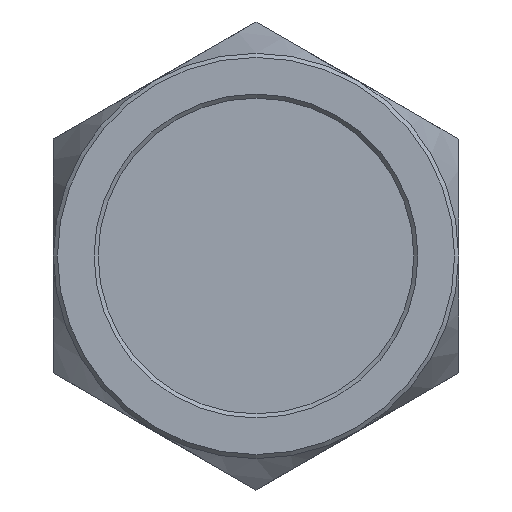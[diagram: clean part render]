
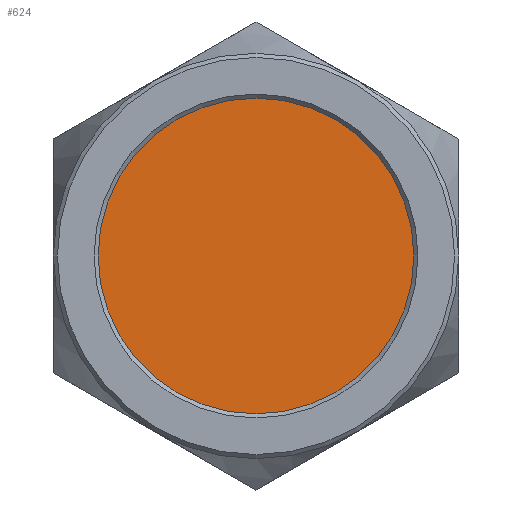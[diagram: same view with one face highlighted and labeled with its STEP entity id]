
A CAD part, left-side view. The second image highlights one B-rep face of the part: STEP entity #624.
In plain terms, the highlighted planar face has unit normal (-1, 0, 0).
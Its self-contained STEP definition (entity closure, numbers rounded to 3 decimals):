
#16 = AXIS2_PLACEMENT_3D ( 'NONE', #106, #801, #1061 ) ;
#25 = EDGE_LOOP ( 'NONE', ( #992 ) ) ;
#106 = CARTESIAN_POINT ( 'NONE',  ( -9.734, 0., 0. ) ) ;
#190 = PLANE ( 'NONE',  #714 ) ;
#413 = CARTESIAN_POINT ( 'NONE',  ( -9.734, 0., 19.476 ) ) ;
#451 = CARTESIAN_POINT ( 'NONE',  ( -9.734, 19.476, 0. ) ) ;
#488 = FACE_OUTER_BOUND ( 'NONE', #25, .T. ) ;
#531 = CIRCLE ( 'NONE', #16, 19.476 ) ;
#620 = DIRECTION ( 'NONE',  ( 1., 0., 0. ) ) ;
#624 = ADVANCED_FACE ( 'NONE', ( #488 ), #190, .F. ) ;
#630 = DIRECTION ( 'NONE',  ( 0., 0., -1. ) ) ;
#714 = AXIS2_PLACEMENT_3D ( 'NONE', #451, #620, #630 ) ;
#801 = DIRECTION ( 'NONE',  ( -1., 0., 0. ) ) ;
#862 = VERTEX_POINT ( 'NONE', #413 ) ;
#963 = EDGE_CURVE ( 'NONE', #862, #862, #531, .T. ) ;
#992 = ORIENTED_EDGE ( 'NONE', *, *, #963, .T. ) ;
#1061 = DIRECTION ( 'NONE',  ( 0., 0., 1. ) ) ;
